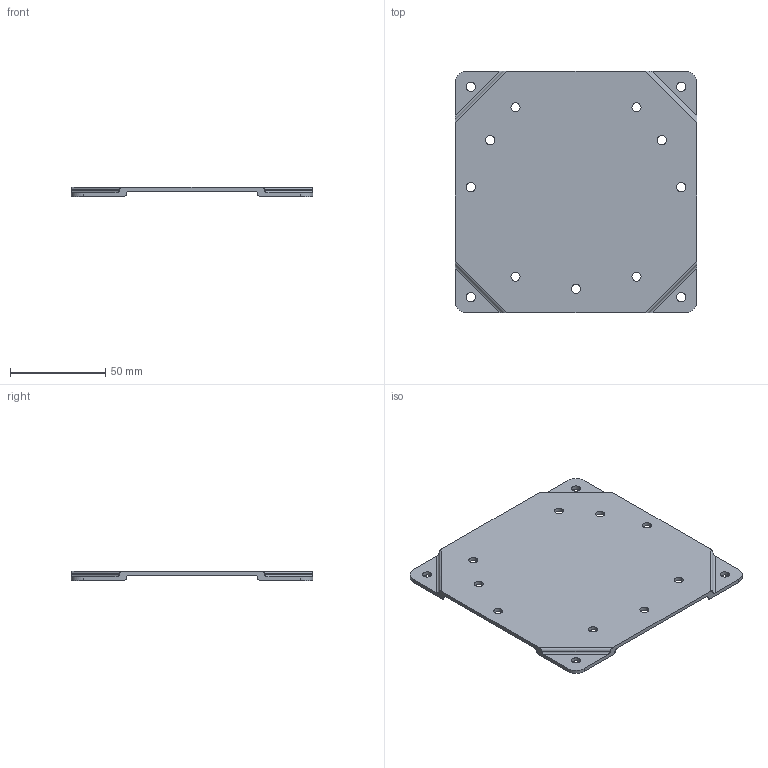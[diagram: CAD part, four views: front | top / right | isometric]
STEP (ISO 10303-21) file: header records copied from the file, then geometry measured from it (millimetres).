
FILE_DESCRIPTION (( 'STEP AP214' ), '1' );
FILE_NAME ('DGA-B.STEP', '2018-09-20T13:17:53', ( '' ), ( '' ), 'SwSTEP 2.0', 'SolidWorks 2017', '' );
FILE_SCHEMA (( 'AUTOMOTIVE_DESIGN' ));
Length unit declared in the file: inch
Products named in the file (1): DGA-B
Bounding box: 127 x 127 x 4.76 mm (x, y, z)
Volume: 32563.3 mm3; surface area: 33697.2 mm2
Topology: 1 solids, 1 shells, 68 faces, 198 edges, 132 vertices
Faces by surface type: cylinder 46, plane 22
Entity records: 2354 total; most frequent: CARTESIAN_POINT 495, ORIENTED_EDGE 396, DIRECTION 364, EDGE_CURVE 198, VERTEX_POINT 132, AXIS2_PLACEMENT_3D 129, VECTOR 106, LINE 106
